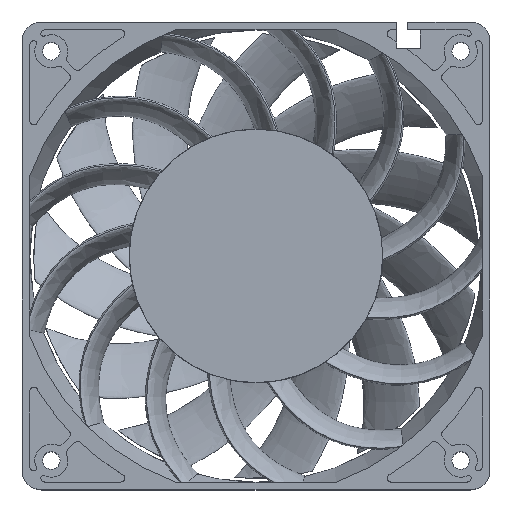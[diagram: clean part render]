
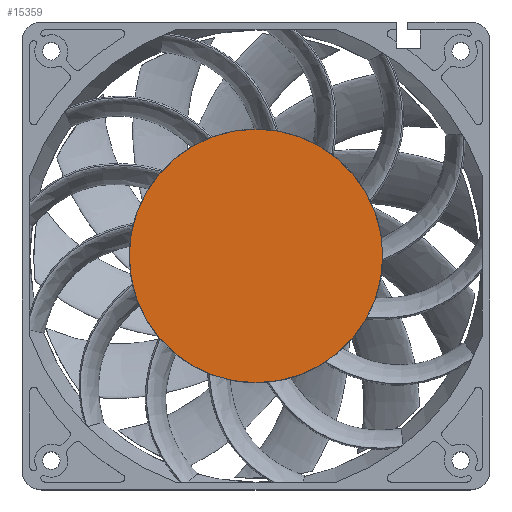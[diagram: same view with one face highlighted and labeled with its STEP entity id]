
A CAD part, top view. The second image highlights one B-rep face of the part: STEP entity #15359.
In plain terms, the highlighted planar face has unit normal (0, 0, 1).
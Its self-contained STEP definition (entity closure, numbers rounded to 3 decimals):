
#5502=CARTESIAN_POINT('',(0.,0.,12.));
#5503=DIRECTION('',(0.,0.,-1.));
#5504=DIRECTION('',(0.,-1.,0.));
#5505=AXIS2_PLACEMENT_3D('',#5502,#5503,#5504);
#5507=CARTESIAN_POINT('',(0.,0.,12.));
#5508=DIRECTION('',(0.,0.,-1.));
#5509=DIRECTION('',(0.,1.,0.));
#5510=AXIS2_PLACEMENT_3D('',#5507,#5508,#5509);
#7156=CARTESIAN_POINT('',(0.,-32.5,12.));
#7157=VERTEX_POINT('',#7156);
#7158=CARTESIAN_POINT('',(0.,32.5,12.));
#7159=VERTEX_POINT('',#7158);
#15350=CARTESIAN_POINT('',(0.,0.,12.));
#15351=DIRECTION('',(0.,0.,1.));
#15352=DIRECTION('',(0.,1.,0.));
#15353=AXIS2_PLACEMENT_3D('',#15350,#15351,#15352);
#15354=PLANE('',#15353);
#15355=ORIENTED_EDGE('',*,*,#12382,.T.);
#15356=ORIENTED_EDGE('',*,*,#12777,.T.);
#15357=EDGE_LOOP('',(#15355,#15356));
#15358=FACE_OUTER_BOUND('',#15357,.F.);
#15359=ADVANCED_FACE('',(#15358),#15354,.T.);
#5506=CIRCLE('',#5505,32.5);
#5511=CIRCLE('',#5510,32.5);
#12382=EDGE_CURVE('',#7157,#7159,#5506,.T.);
#12777=EDGE_CURVE('',#7159,#7157,#5511,.T.);
